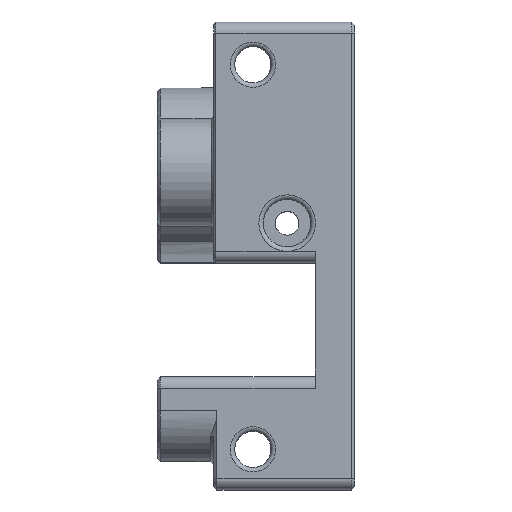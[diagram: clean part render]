
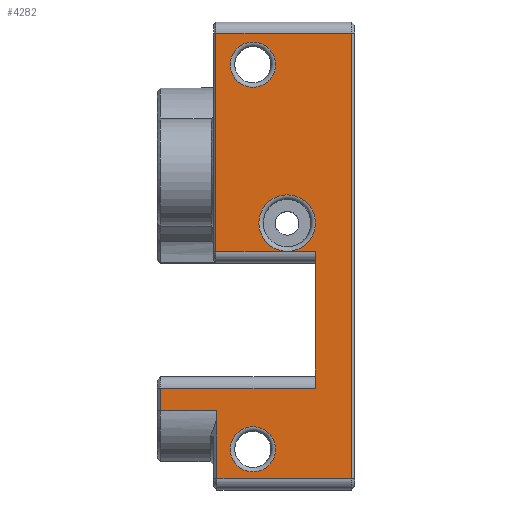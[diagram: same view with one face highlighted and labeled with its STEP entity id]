
A CAD part, top view. The second image highlights one B-rep face of the part: STEP entity #4282.
In plain terms, the highlighted planar face has unit normal (0, 0, 1).
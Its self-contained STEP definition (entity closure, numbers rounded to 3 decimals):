
#241=FACE_BOUND('',#1414,.T.);
#242=FACE_BOUND('',#1415,.T.);
#243=FACE_BOUND('',#1416,.T.);
#280=LINE('',#6283,#662);
#281=LINE('',#6285,#663);
#282=LINE('',#6287,#664);
#283=LINE('',#6289,#665);
#284=LINE('',#6291,#666);
#285=LINE('',#6293,#667);
#286=LINE('',#6295,#668);
#287=LINE('',#6297,#669);
#288=LINE('',#6299,#670);
#289=LINE('',#6300,#671);
#662=VECTOR('',#5024,10.);
#663=VECTOR('',#5025,10.);
#664=VECTOR('',#5026,10.);
#665=VECTOR('',#5027,10.);
#666=VECTOR('',#5028,10.);
#667=VECTOR('',#5029,10.);
#668=VECTOR('',#5030,10.);
#669=VECTOR('',#5031,10.);
#670=VECTOR('',#5032,10.);
#671=VECTOR('',#5033,10.);
#1036=PLANE('',#4565);
#1154=FACE_OUTER_BOUND('',#1413,.T.);
#1413=EDGE_LOOP('',(#2986,#2987,#2988,#2989,#2990,#2991,#2992,#2993,#2994,
#2995));
#1414=EDGE_LOOP('',(#2996));
#1415=EDGE_LOOP('',(#2997));
#1416=EDGE_LOOP('',(#2998));
#1700=CIRCLE('',#4561,2.);
#1704=CIRCLE('',#4566,2.5);
#1705=CIRCLE('',#4567,2.);
#1896=VERTEX_POINT('',#6273);
#1899=VERTEX_POINT('',#6281);
#1900=VERTEX_POINT('',#6282);
#1901=VERTEX_POINT('',#6284);
#1902=VERTEX_POINT('',#6286);
#1903=VERTEX_POINT('',#6288);
#1904=VERTEX_POINT('',#6290);
#1905=VERTEX_POINT('',#6292);
#1906=VERTEX_POINT('',#6294);
#1907=VERTEX_POINT('',#6296);
#1908=VERTEX_POINT('',#6298);
#1909=VERTEX_POINT('',#6301);
#1910=VERTEX_POINT('',#6303);
#2314=EDGE_CURVE('',#1896,#1896,#1700,.T.);
#2318=EDGE_CURVE('',#1899,#1900,#280,.T.);
#2319=EDGE_CURVE('',#1901,#1900,#281,.T.);
#2320=EDGE_CURVE('',#1901,#1902,#282,.T.);
#2321=EDGE_CURVE('',#1902,#1903,#283,.T.);
#2322=EDGE_CURVE('',#1903,#1904,#284,.T.);
#2323=EDGE_CURVE('',#1904,#1905,#285,.T.);
#2324=EDGE_CURVE('',#1905,#1906,#286,.T.);
#2325=EDGE_CURVE('',#1906,#1907,#287,.T.);
#2326=EDGE_CURVE('',#1908,#1907,#288,.T.);
#2327=EDGE_CURVE('',#1908,#1899,#289,.T.);
#2328=EDGE_CURVE('',#1909,#1909,#1704,.T.);
#2329=EDGE_CURVE('',#1910,#1910,#1705,.T.);
#2986=ORIENTED_EDGE('',*,*,#2318,.T.);
#2987=ORIENTED_EDGE('',*,*,#2319,.F.);
#2988=ORIENTED_EDGE('',*,*,#2320,.T.);
#2989=ORIENTED_EDGE('',*,*,#2321,.T.);
#2990=ORIENTED_EDGE('',*,*,#2322,.T.);
#2991=ORIENTED_EDGE('',*,*,#2323,.T.);
#2992=ORIENTED_EDGE('',*,*,#2324,.T.);
#2993=ORIENTED_EDGE('',*,*,#2325,.T.);
#2994=ORIENTED_EDGE('',*,*,#2326,.F.);
#2995=ORIENTED_EDGE('',*,*,#2327,.T.);
#2996=ORIENTED_EDGE('',*,*,#2328,.T.);
#2997=ORIENTED_EDGE('',*,*,#2329,.T.);
#2998=ORIENTED_EDGE('',*,*,#2314,.T.);
#4282=ADVANCED_FACE('',(#1154,#241,#242,#243),#1036,.F.);
#4561=AXIS2_PLACEMENT_3D('',#6274,#5014,#5015);
#4565=AXIS2_PLACEMENT_3D('',#6280,#5022,#5023);
#4566=AXIS2_PLACEMENT_3D('',#6302,#5034,#5035);
#4567=AXIS2_PLACEMENT_3D('',#6304,#5036,#5037);
#5014=DIRECTION('center_axis',(0.,0.,-1.));
#5015=DIRECTION('ref_axis',(-1.,0.,0.));
#5022=DIRECTION('center_axis',(0.,0.,-1.));
#5023=DIRECTION('ref_axis',(0.,-1.,0.));
#5024=DIRECTION('',(0.,-1.,0.));
#5025=DIRECTION('',(-1.,0.,0.));
#5026=DIRECTION('',(0.,-1.,0.));
#5027=DIRECTION('',(1.,0.,0.));
#5028=DIRECTION('',(0.,1.,0.));
#5029=DIRECTION('',(-1.,0.,0.));
#5030=DIRECTION('',(0.,-1.,0.));
#5031=DIRECTION('',(1.,0.,0.));
#5032=DIRECTION('',(0.,1.,0.));
#5033=DIRECTION('',(-1.,0.,0.));
#5034=DIRECTION('center_axis',(0.,0.,-1.));
#5035=DIRECTION('ref_axis',(-1.,0.,0.));
#5036=DIRECTION('center_axis',(0.,0.,-1.));
#5037=DIRECTION('ref_axis',(-1.,0.,0.));
#6273=CARTESIAN_POINT('',(-18.099,9.526,15.));
#6274=CARTESIAN_POINT('Origin',(-16.099,9.526,15.));
#6280=CARTESIAN_POINT('Origin',(-7.075,13.3,15.));
#6281=CARTESIAN_POINT('',(-24.275,-19.056,15.));
#6282=CARTESIAN_POINT('',(-24.275,-21.056,15.));
#6283=CARTESIAN_POINT('',(-24.275,-4.878,15.));
#6284=CARTESIAN_POINT('',(-19.275,-21.056,15.));
#6285=CARTESIAN_POINT('',(-24.575,-21.056,15.));
#6286=CARTESIAN_POINT('',(-19.275,-27.056,15.));
#6287=CARTESIAN_POINT('',(-19.275,-5.628,15.));
#6288=CARTESIAN_POINT('',(-7.375,-27.056,15.));
#6289=CARTESIAN_POINT('',(-7.075,-27.056,15.));
#6290=CARTESIAN_POINT('',(-7.375,12.3,15.));
#6291=CARTESIAN_POINT('',(-7.375,2.957,15.));
#6292=CARTESIAN_POINT('',(-19.375,12.3,15.));
#6293=CARTESIAN_POINT('',(-7.075,12.3,15.));
#6294=CARTESIAN_POINT('',(-19.375,-7.,15.));
#6295=CARTESIAN_POINT('',(-19.375,11.55,15.));
#6296=CARTESIAN_POINT('',(-10.575,-7.,15.));
#6297=CARTESIAN_POINT('',(-8.825,-7.,15.));
#6298=CARTESIAN_POINT('',(-10.575,-19.056,15.));
#6299=CARTESIAN_POINT('',(-10.575,2.957,15.));
#6300=CARTESIAN_POINT('',(-8.825,-19.056,15.));
#6301=CARTESIAN_POINT('',(-15.575,-4.475,15.));
#6302=CARTESIAN_POINT('Origin',(-13.075,-4.475,15.));
#6303=CARTESIAN_POINT('',(-18.099,-24.474,15.));
#6304=CARTESIAN_POINT('Origin',(-16.099,-24.474,15.));
